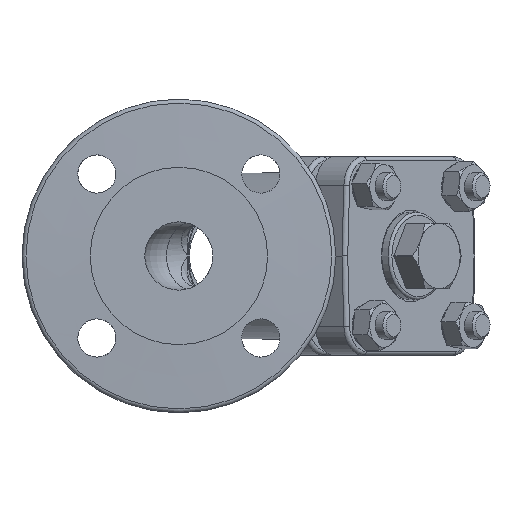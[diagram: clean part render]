
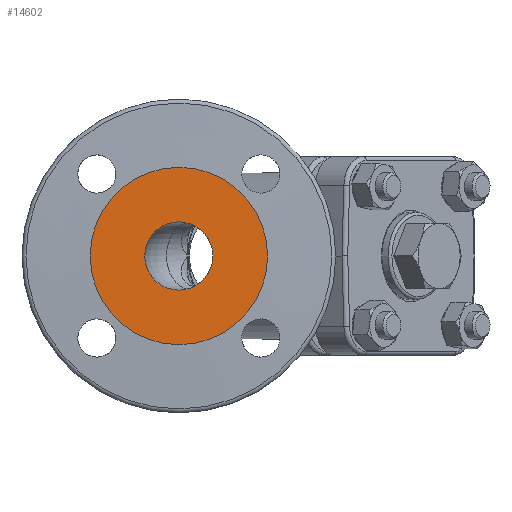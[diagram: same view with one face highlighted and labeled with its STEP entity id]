
A CAD part, left-side view. The second image highlights one B-rep face of the part: STEP entity #14602.
In plain terms, the highlighted planar face has unit normal (-1, 0, 0).
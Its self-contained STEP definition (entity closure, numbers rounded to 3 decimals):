
#383=PLANE('',#15538);
#595=FACE_BOUND('',#3050,.T.);
#903=CIRCLE('',#15441,12.5);
#929=CIRCLE('',#15487,32.5);
#2034=FACE_OUTER_BOUND('',#3049,.T.);
#3049=EDGE_LOOP('',(#12063));
#3050=EDGE_LOOP('',(#12064));
#6685=VERTEX_POINT('',#30033);
#6738=VERTEX_POINT('',#31612);
#8510=EDGE_CURVE('',#6685,#6685,#903,.T.);
#8570=EDGE_CURVE('',#6738,#6738,#929,.T.);
#12063=ORIENTED_EDGE('',*,*,#8570,.F.);
#12064=ORIENTED_EDGE('',*,*,#8510,.T.);
#14602=ADVANCED_FACE('',(#2034,#595),#383,.T.);
#15441=AXIS2_PLACEMENT_3D('',#30034,#17586,#17587);
#15487=AXIS2_PLACEMENT_3D('',#31613,#17680,#17681);
#15538=AXIS2_PLACEMENT_3D('',#32814,#17786,#17787);
#17586=DIRECTION('center_axis',(1.,0.,0.));
#17587=DIRECTION('ref_axis',(0.,0.,-1.));
#17680=DIRECTION('center_axis',(1.,0.,0.));
#17681=DIRECTION('ref_axis',(0.,0.,-1.));
#17786=DIRECTION('center_axis',(-1.,0.,0.));
#17787=DIRECTION('ref_axis',(0.,0.,1.));
#30033=CARTESIAN_POINT('',(-160.,-12.5,0.));
#30034=CARTESIAN_POINT('Origin',(-160.,0.,0.));
#31612=CARTESIAN_POINT('',(-160.,0.,-32.5));
#31613=CARTESIAN_POINT('Origin',(-160.,0.,0.));
#32814=CARTESIAN_POINT('Origin',(-160.,0.,0.));
